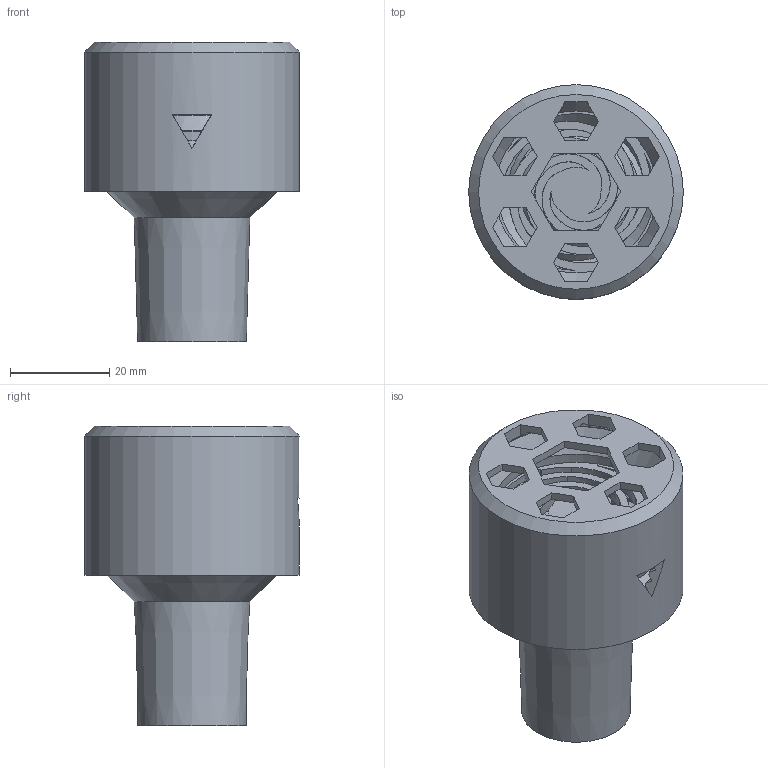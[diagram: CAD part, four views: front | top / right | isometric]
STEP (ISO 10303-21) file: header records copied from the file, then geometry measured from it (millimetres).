
FILE_DESCRIPTION(/* description */ (''),/* implementation_level */ '2;1');
FILE_NAME(/* name */ 'Peep_TW v37.step',/* time_stamp */ '2020-04-07T17:42:57-05:00',/* author */ (''),/* organization */ (''),/* preprocessor_version */ 'ST-DEVELOPER v18',/* originating_system */ 'Autodesk Translation Framework v8.12.0.6',/* authorisation */ '');
FILE_SCHEMA (('AUTOMOTIVE_DESIGN { 1 0 10303 214 3 1 1 }'));
Length unit declared in the file: millimetre
Products named in the file (6): Peep_TW; BASE; SEAL; Stamper; SPRING; Cover
Assembly tree (5 placements, depth 2):
  Peep_TW
    BASE
    SEAL
    Stamper
    SPRING
    Cover
Bounding box: 43.2 x 43.2 x 60.34 mm (x, y, z)
Volume: 30189.2 mm3; surface area: 23453.1 mm2
Topology: 5 solids, 5 shells, 173 faces, 500 edges, 333 vertices
Faces by surface type: plane 68, cylinder 46, bspline 43, cone 16
Full cylindrical faces by diameter (mm): 4.7 x1, 5.1 x1, 10 x1, 15 x1, 16 x1, 18.67 x1, 22.4 x1, 25.4 x1, 32.61 x1, 35.61 x1, 37.529 x2, 38.2 x1, 38.422 x5, 39.422 x3, 40 x1, 40.257 x4, 43.2 x1
Entity records: 10847 total; most frequent: CARTESIAN_POINT 6473, ORIENTED_EDGE 1000, DIRECTION 691, EDGE_CURVE 500, VERTEX_POINT 333, AXIS2_PLACEMENT_3D 254, EDGE_LOOP 195, B_SPLINE_CURVE_WITH_KNOTS 187
